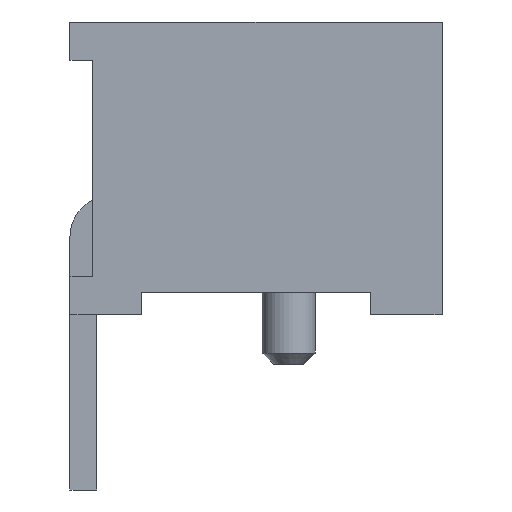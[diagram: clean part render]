
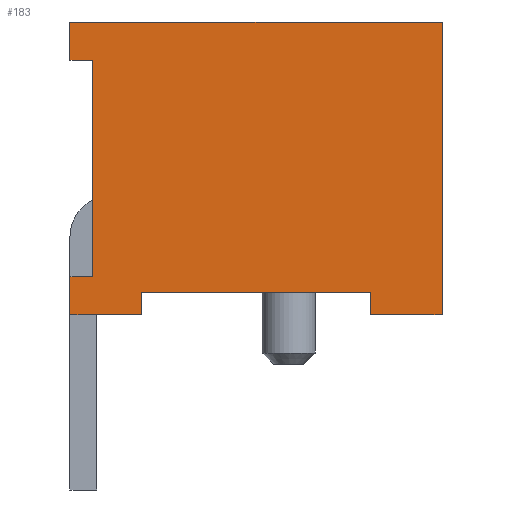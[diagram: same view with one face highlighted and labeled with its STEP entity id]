
A CAD part, left-side view. The second image highlights one B-rep face of the part: STEP entity #183.
In plain terms, the highlighted planar face has unit normal (-1, 0, 0).
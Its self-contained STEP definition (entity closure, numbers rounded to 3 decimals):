
#76=FACE_OUTER_BOUND('',#411,.T.);
#183=ADVANCED_FACE('',(#76),#294,.F.);
#294=PLANE('',#2222);
#411=EDGE_LOOP('',(#769,#770,#771,#772,#773,#774,#775,#776,#777,#778,#779,
#780));
#769=ORIENTED_EDGE('',*,*,#1463,.F.);
#770=ORIENTED_EDGE('',*,*,#1471,.T.);
#771=ORIENTED_EDGE('',*,*,#1438,.T.);
#772=ORIENTED_EDGE('',*,*,#1520,.T.);
#773=ORIENTED_EDGE('',*,*,#1497,.F.);
#774=ORIENTED_EDGE('',*,*,#1513,.T.);
#775=ORIENTED_EDGE('',*,*,#1521,.T.);
#776=ORIENTED_EDGE('',*,*,#1427,.T.);
#777=ORIENTED_EDGE('',*,*,#1522,.T.);
#778=ORIENTED_EDGE('',*,*,#1505,.T.);
#779=ORIENTED_EDGE('',*,*,#1368,.T.);
#780=ORIENTED_EDGE('',*,*,#1517,.F.);
#1164=VERTEX_POINT('',#2943);
#1165=VERTEX_POINT('',#2945);
#1221=VERTEX_POINT('',#3062);
#1222=VERTEX_POINT('',#3064);
#1230=VERTEX_POINT('',#3083);
#1231=VERTEX_POINT('',#3085);
#1249=VERTEX_POINT('',#3128);
#1252=VERTEX_POINT('',#3133);
#1268=VERTEX_POINT('',#3192);
#1270=VERTEX_POINT('',#3196);
#1275=VERTEX_POINT('',#3212);
#1278=VERTEX_POINT('',#3227);
#1368=EDGE_CURVE('',#1165,#1164,#1667,.T.);
#1427=EDGE_CURVE('',#1222,#1221,#1720,.T.);
#1438=EDGE_CURVE('',#1231,#1230,#1731,.T.);
#1463=EDGE_CURVE('',#1252,#1249,#1756,.T.);
#1471=EDGE_CURVE('',#1252,#1231,#1764,.T.);
#1497=EDGE_CURVE('',#1270,#1268,#1790,.T.);
#1505=EDGE_CURVE('',#1275,#1165,#1798,.T.);
#1513=EDGE_CURVE('',#1270,#1278,#1806,.T.);
#1517=EDGE_CURVE('',#1249,#1164,#1810,.T.);
#1520=EDGE_CURVE('',#1230,#1268,#1813,.T.);
#1521=EDGE_CURVE('',#1278,#1222,#1814,.T.);
#1522=EDGE_CURVE('',#1221,#1275,#1815,.T.);
#1667=LINE('',#2944,#1936);
#1720=LINE('',#3063,#1989);
#1731=LINE('',#3084,#2000);
#1756=LINE('',#3134,#2025);
#1764=LINE('',#3149,#2033);
#1790=LINE('',#3197,#2059);
#1798=LINE('',#3213,#2067);
#1806=LINE('',#3228,#2075);
#1810=LINE('',#3235,#2079);
#1813=LINE('',#3240,#2082);
#1814=LINE('',#3241,#2083);
#1815=LINE('',#3242,#2084);
#1936=VECTOR('',#2361,1.);
#1989=VECTOR('',#2432,1.);
#2000=VECTOR('',#2445,1.);
#2025=VECTOR('',#2476,1.);
#2033=VECTOR('',#2490,1.);
#2059=VECTOR('',#2532,1.);
#2067=VECTOR('',#2546,1.);
#2075=VECTOR('',#2562,1.);
#2079=VECTOR('',#2568,1.);
#2082=VECTOR('',#2575,1.);
#2083=VECTOR('',#2576,1.);
#2084=VECTOR('',#2577,1.);
#2222=AXIS2_PLACEMENT_3D('',#3243,#2578,#2579);
#2361=DIRECTION('',(0.,0.,1.));
#2432=DIRECTION('',(0.,-1.,0.));
#2445=DIRECTION('',(0.,0.,-1.));
#2476=DIRECTION('',(0.,0.,1.));
#2490=DIRECTION('',(0.,-1.,0.));
#2532=DIRECTION('',(0.,0.,1.));
#2546=DIRECTION('',(0.,-1.,0.));
#2562=DIRECTION('',(0.,-1.,0.));
#2568=DIRECTION('',(0.,-1.,0.));
#2575=DIRECTION('',(0.,1.,0.));
#2576=DIRECTION('',(0.,0.,1.));
#2577=DIRECTION('',(0.,0.,-1.));
#2578=DIRECTION('',(1.,0.,0.));
#2579=DIRECTION('',(0.,0.,-1.));
#2943=CARTESIAN_POINT('',(-2.825,4.31,3.285));
#2944=CARTESIAN_POINT('',(-2.825,4.31,-0.565));
#2945=CARTESIAN_POINT('',(-2.825,4.31,-0.565));
#3062=CARTESIAN_POINT('',(-2.825,5.25,-0.265));
#3063=CARTESIAN_POINT('',(-2.825,8.26,-0.265));
#3064=CARTESIAN_POINT('',(-2.825,8.26,-0.265));
#3083=CARTESIAN_POINT('',(-2.825,8.9,-0.065));
#3084=CARTESIAN_POINT('',(-2.825,8.9,2.785));
#3085=CARTESIAN_POINT('',(-2.825,8.9,2.785));
#3128=CARTESIAN_POINT('',(-2.825,9.2,3.285));
#3133=CARTESIAN_POINT('',(-2.825,9.2,2.785));
#3134=CARTESIAN_POINT('',(-2.825,9.2,-0.565));
#3149=CARTESIAN_POINT('',(-2.825,9.2,2.785));
#3192=CARTESIAN_POINT('',(-2.825,9.2,-0.065));
#3196=CARTESIAN_POINT('',(-2.825,9.2,-0.565));
#3197=CARTESIAN_POINT('',(-2.825,9.2,-0.565));
#3212=CARTESIAN_POINT('',(-2.825,5.25,-0.565));
#3213=CARTESIAN_POINT('',(-2.825,9.2,-0.565));
#3227=CARTESIAN_POINT('',(-2.825,8.26,-0.565));
#3228=CARTESIAN_POINT('',(-2.825,9.2,-0.565));
#3235=CARTESIAN_POINT('',(-2.825,9.2,3.285));
#3240=CARTESIAN_POINT('',(-2.825,8.9,-0.065));
#3241=CARTESIAN_POINT('',(-2.825,8.26,-0.565));
#3242=CARTESIAN_POINT('',(-2.825,5.25,-0.265));
#3243=CARTESIAN_POINT('',(-2.825,9.2,-0.565));
